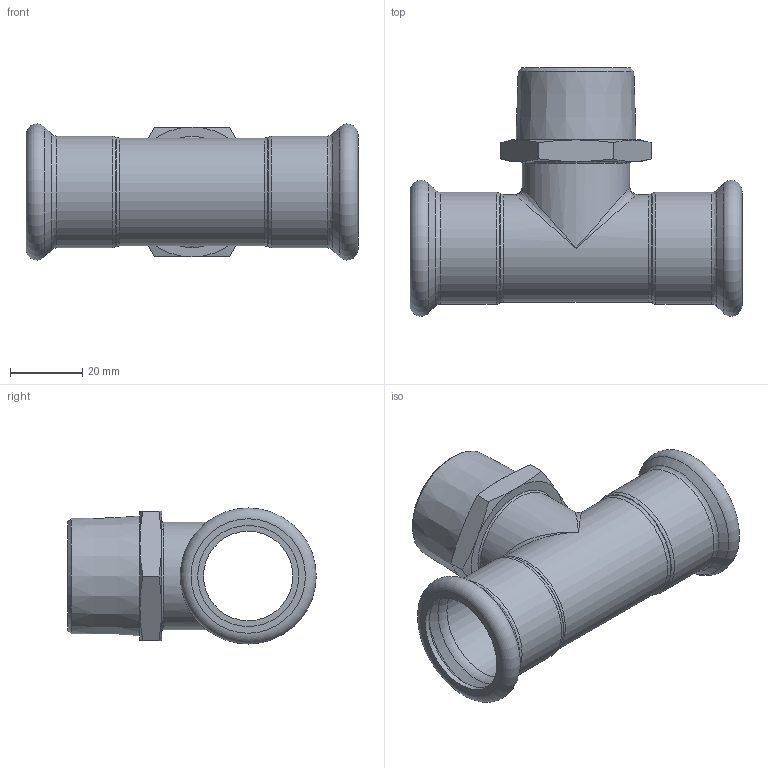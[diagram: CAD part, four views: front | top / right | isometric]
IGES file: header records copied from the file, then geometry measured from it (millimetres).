
Global section: file name: No Iges File Name specified; native system: Autodesk Inventor 2012; preprocessor: AutoDesk Inventor Iges Exporter R2012; author: aporro; date: 20130603.134140; units: millimetre
Bounding box: 92 x 68.85 x 37.7 mm (x, y, z)
Volume: 23709 mm3; surface area: 26062.1 mm2
Topology: 1 solids, 1 shells, 64 faces, 133 edges, 74 vertices
Faces by surface type: cone 18, plane 17, revolution 17, torus 6, cylinder 4, bspline 2
Full cylindrical faces by diameter (mm): 29.8 x2, 31 x2
